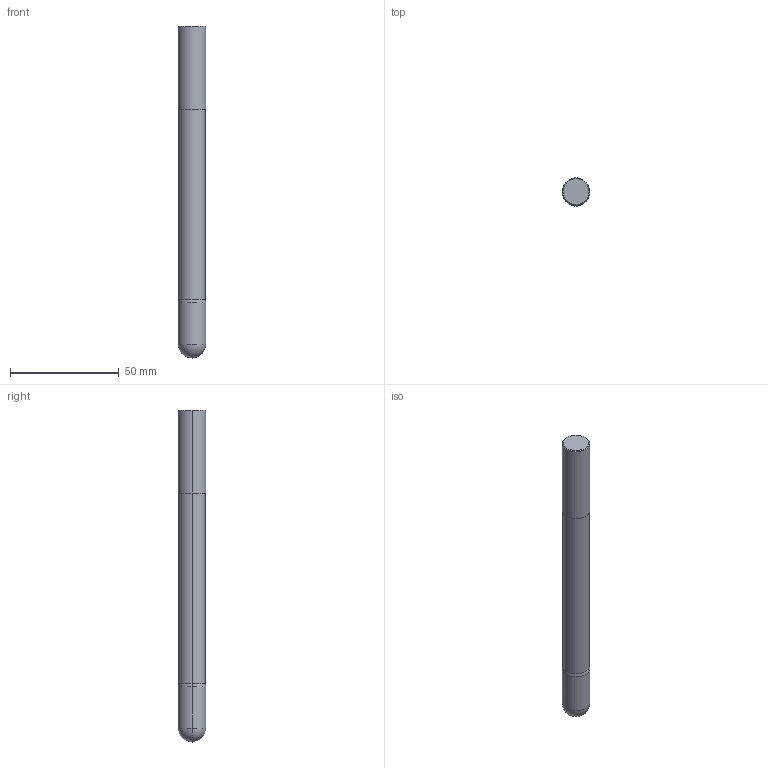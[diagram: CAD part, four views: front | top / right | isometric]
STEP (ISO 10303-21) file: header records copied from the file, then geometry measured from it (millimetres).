
FILE_DESCRIPTION (( 'STEP AP214' ), '1' );
FILE_NAME ('Micro_BLR-500-4X.STEP', '2021-09-02T13:08:49', ( '' ), ( '' ), 'SwSTEP 2.0', 'SolidWorks 2020', '' );
FILE_SCHEMA (( 'AUTOMOTIVE_DESIGN' ));
Length unit declared in the file: inch
Products named in the file (1): Micro_BLR-500-4X
Bounding box: 12.7 x 12.7 x 152.4 mm (x, y, z)
Volume: 18158.2 mm3; surface area: 6068 mm2
Topology: 1 solids, 1 shells, 14 faces, 30 edges, 17 vertices
Faces by surface type: cylinder 6, cone 4, sphere 2, plane 2
Entity records: 390 total; most frequent: DIRECTION 72, CARTESIAN_POINT 56, ORIENTED_EDGE 52, AXIS2_PLACEMENT_3D 31, EDGE_CURVE 26, CIRCLE 16, EDGE_LOOP 15, VERTEX_POINT 15
